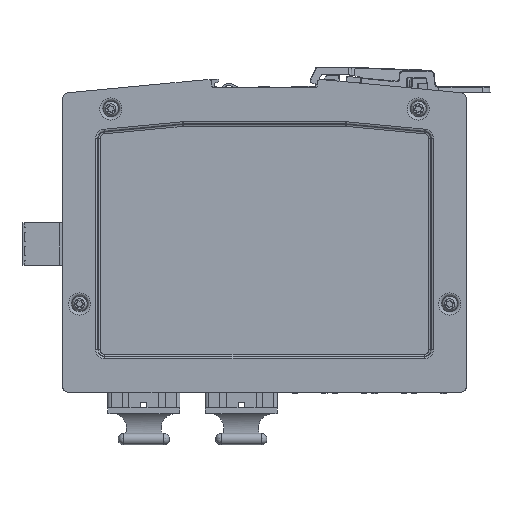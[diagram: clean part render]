
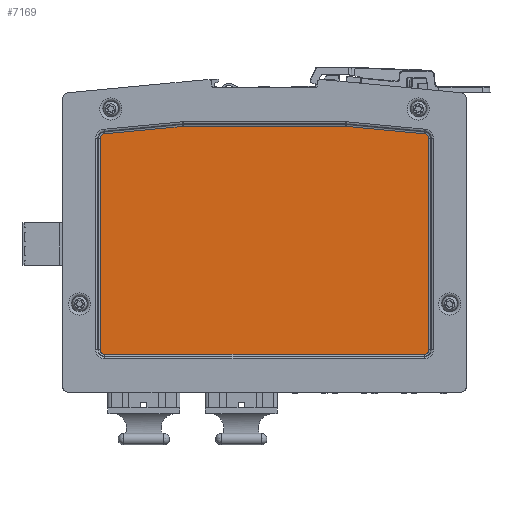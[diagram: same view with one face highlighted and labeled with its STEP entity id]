
A CAD part, top view. The second image highlights one B-rep face of the part: STEP entity #7169.
In plain terms, the highlighted planar face has unit normal (0, 0, 1).
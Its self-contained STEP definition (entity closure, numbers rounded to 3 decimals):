
#4243=CIRCLE('',#62291,1.586);
#4245=CIRCLE('',#62294,1.586);
#4250=CIRCLE('',#62302,1.586);
#4252=CIRCLE('',#62305,1.586);
#4257=CIRCLE('',#62313,1.586);
#4259=CIRCLE('',#62316,1.586);
#7169=ADVANCED_FACE('',(#11875),#9357,.T.);
#9357=PLANE('',#62325);
#11875=FACE_OUTER_BOUND('',#15294,.T.);
#15294=EDGE_LOOP('',(#29575,#29576,#29577,#29578,#29579,#29580,#29581,#29582,
#29583,#29584,#29585,#29586));
#29575=ORIENTED_EDGE('',*,*,#45702,.F.);
#29576=ORIENTED_EDGE('',*,*,#45706,.F.);
#29577=ORIENTED_EDGE('',*,*,#45711,.F.);
#29578=ORIENTED_EDGE('',*,*,#45716,.F.);
#29579=ORIENTED_EDGE('',*,*,#45721,.F.);
#29580=ORIENTED_EDGE('',*,*,#45726,.F.);
#29581=ORIENTED_EDGE('',*,*,#45728,.F.);
#29582=ORIENTED_EDGE('',*,*,#45724,.F.);
#29583=ORIENTED_EDGE('',*,*,#45719,.F.);
#29584=ORIENTED_EDGE('',*,*,#45714,.F.);
#29585=ORIENTED_EDGE('',*,*,#45709,.F.);
#29586=ORIENTED_EDGE('',*,*,#45704,.F.);
#37845=VERTEX_POINT('',#112996);
#37846=VERTEX_POINT('',#112998);
#37847=VERTEX_POINT('',#113002);
#37849=VERTEX_POINT('',#113007);
#37850=VERTEX_POINT('',#113012);
#37852=VERTEX_POINT('',#113017);
#37853=VERTEX_POINT('',#113022);
#37855=VERTEX_POINT('',#113027);
#37856=VERTEX_POINT('',#113032);
#37858=VERTEX_POINT('',#113037);
#37859=VERTEX_POINT('',#113042);
#37861=VERTEX_POINT('',#113047);
#45702=EDGE_CURVE('',#37846,#37845,#52029,.T.);
#45704=EDGE_CURVE('',#37845,#37847,#4243,.T.);
#45706=EDGE_CURVE('',#37849,#37846,#4245,.T.);
#45709=EDGE_CURVE('',#37847,#37850,#52030,.T.);
#45711=EDGE_CURVE('',#37852,#37849,#52031,.T.);
#45714=EDGE_CURVE('',#37850,#37853,#4250,.T.);
#45716=EDGE_CURVE('',#37855,#37852,#4252,.T.);
#45719=EDGE_CURVE('',#37853,#37856,#52033,.T.);
#45721=EDGE_CURVE('',#37858,#37855,#52034,.T.);
#45724=EDGE_CURVE('',#37856,#37859,#4257,.T.);
#45726=EDGE_CURVE('',#37861,#37858,#4259,.T.);
#45728=EDGE_CURVE('',#37859,#37861,#52036,.T.);
#52029=LINE('',#112999,#57841);
#52030=LINE('',#113013,#57842);
#52031=LINE('',#113018,#57843);
#52033=LINE('',#113033,#57845);
#52034=LINE('',#113038,#57846);
#52036=LINE('',#113051,#57848);
#57841=VECTOR('',#75266,1.);
#57842=VECTOR('',#75285,1.);
#57843=VECTOR('',#75290,1.);
#57845=VECTOR('',#75310,1.);
#57846=VECTOR('',#75315,1.);
#57848=VECTOR('',#75333,1.);
#62291=AXIS2_PLACEMENT_3D('',#113003,#75271,#75272);
#62294=AXIS2_PLACEMENT_3D('',#113008,#75277,#75278);
#62302=AXIS2_PLACEMENT_3D('',#113023,#75296,#75297);
#62305=AXIS2_PLACEMENT_3D('',#113028,#75302,#75303);
#62313=AXIS2_PLACEMENT_3D('',#113043,#75321,#75322);
#62316=AXIS2_PLACEMENT_3D('',#113048,#75327,#75328);
#62325=AXIS2_PLACEMENT_3D('',#113064,#75352,#75353);
#75266=DIRECTION('',(0.,-1.,0.));
#75271=DIRECTION('',(0.,0.,-1.));
#75272=DIRECTION('',(0.707,-0.707,0.));
#75277=DIRECTION('',(0.,0.,-1.));
#75278=DIRECTION('',(0.74,0.673,0.));
#75285=DIRECTION('',(-1.,0.,0.));
#75290=DIRECTION('',(0.996,-0.094,0.));
#75296=DIRECTION('',(0.,0.,-1.));
#75297=DIRECTION('',(-0.707,-0.707,0.));
#75302=DIRECTION('',(0.,0.,-1.));
#75303=DIRECTION('',(0.047,0.999,0.));
#75310=DIRECTION('',(0.,1.,0.));
#75315=DIRECTION('',(1.,0.,0.));
#75321=DIRECTION('',(0.,0.,-1.));
#75322=DIRECTION('',(-0.74,0.673,0.));
#75327=DIRECTION('',(0.,0.,-1.));
#75328=DIRECTION('',(-0.047,0.999,0.));
#75333=DIRECTION('',(0.996,0.094,0.));
#75352=DIRECTION('',(0.,0.,1.));
#75353=DIRECTION('',(1.,0.,0.));
#112996=CARTESIAN_POINT('',(57.686,-38.1,23.2));
#112998=CARTESIAN_POINT('',(57.686,36.188,23.2));
#112999=CARTESIAN_POINT('',(57.686,36.188,23.2));
#113002=CARTESIAN_POINT('',(56.1,-39.686,23.2));
#113003=CARTESIAN_POINT('',(56.1,-38.1,23.2));
#113007=CARTESIAN_POINT('',(56.249,37.767,23.2));
#113008=CARTESIAN_POINT('',(56.1,36.188,23.2));
#113012=CARTESIAN_POINT('',(-56.1,-39.686,23.2));
#113013=CARTESIAN_POINT('',(56.1,-39.686,23.2));
#113017=CARTESIAN_POINT('',(28.62,40.379,23.2));
#113018=CARTESIAN_POINT('',(28.62,40.379,23.2));
#113022=CARTESIAN_POINT('',(-57.686,-38.1,23.2));
#113023=CARTESIAN_POINT('',(-56.1,-38.1,23.2));
#113027=CARTESIAN_POINT('',(28.47,40.386,23.2));
#113028=CARTESIAN_POINT('',(28.47,38.8,23.2));
#113032=CARTESIAN_POINT('',(-57.686,36.188,23.2));
#113033=CARTESIAN_POINT('',(-57.686,-38.1,23.2));
#113037=CARTESIAN_POINT('',(-28.47,40.386,23.2));
#113038=CARTESIAN_POINT('',(-28.47,40.386,23.2));
#113042=CARTESIAN_POINT('',(-56.249,37.767,23.2));
#113043=CARTESIAN_POINT('',(-56.1,36.188,23.2));
#113047=CARTESIAN_POINT('',(-28.62,40.379,23.2));
#113048=CARTESIAN_POINT('',(-28.47,38.8,23.2));
#113051=CARTESIAN_POINT('',(-56.249,37.767,23.2));
#113064=CARTESIAN_POINT('',(0.,-0.396,23.2));
